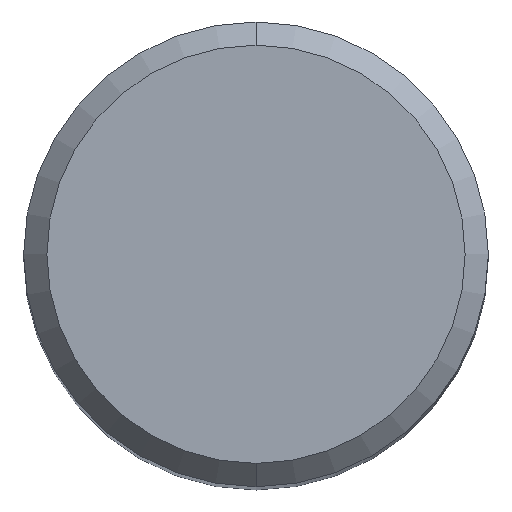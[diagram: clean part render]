
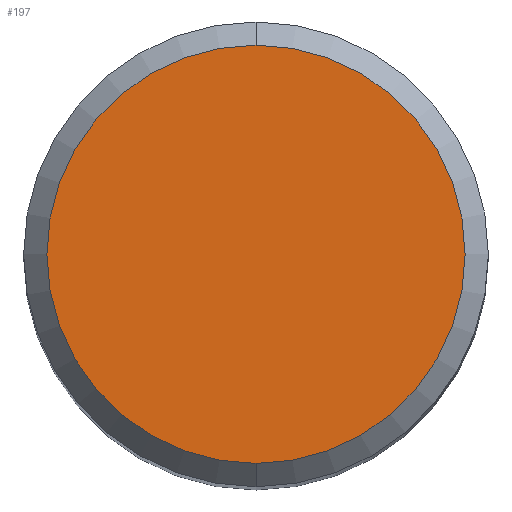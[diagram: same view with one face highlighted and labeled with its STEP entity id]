
A CAD part, top view. The second image highlights one B-rep face of the part: STEP entity #197.
In plain terms, the highlighted planar face has unit normal (0, 0, 1).
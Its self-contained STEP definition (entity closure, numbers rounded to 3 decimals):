
#197=ADVANCED_FACE('',(#507),#508,.T.);
#207=VERTEX_POINT('',#519);
#269=EDGE_CURVE('',#285,#207,#588,.T.);
#285=VERTEX_POINT('',#605);
#459=EDGE_CURVE('',#207,#285,#796,.T.);
#507=FACE_OUTER_BOUND('',#863,.T.);
#508=PLANE('',#864);
#519=CARTESIAN_POINT('',(0.0,5.4,0.0));
#588=CIRCLE('',#975,5.4);
#605=CARTESIAN_POINT('',(0.,-5.4,0.0));
#796=CIRCLE('',#1501,5.4);
#863=EDGE_LOOP('',(#1544,#1545));
#864=AXIS2_PLACEMENT_3D('',#1546,#1547,#1548);
#975=AXIS2_PLACEMENT_3D('',#1644,#1645,#1646);
#1501=AXIS2_PLACEMENT_3D('',#1865,#1866,#1867);
#1544=ORIENTED_EDGE('',*,*,#459,.F.);
#1545=ORIENTED_EDGE('',*,*,#269,.F.);
#1546=CARTESIAN_POINT('',(0.0,2.7,0.0));
#1547=DIRECTION('',(-0.0,0.0,1.0));
#1548=DIRECTION('',(0.0,-1.0,0.0));
#1644=CARTESIAN_POINT('',(0.0,0.0,0.0));
#1645=DIRECTION('',(0.0,0.0,-1.0));
#1646=DIRECTION('',(0.0,1.0,0.0));
#1865=CARTESIAN_POINT('',(0.0,0.0,0.0));
#1866=DIRECTION('',(0.0,0.0,-1.0));
#1867=DIRECTION('',(0.0,1.0,0.0));
